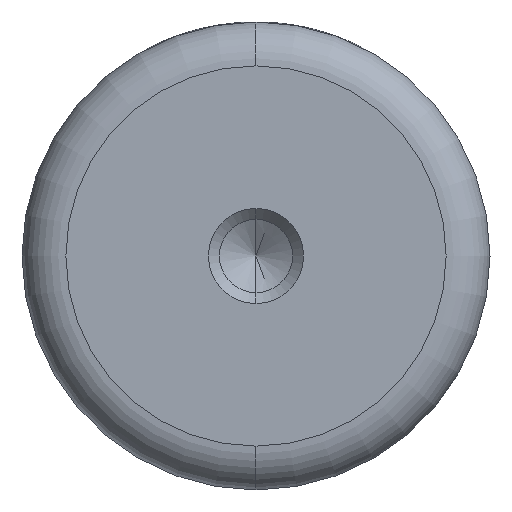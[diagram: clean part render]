
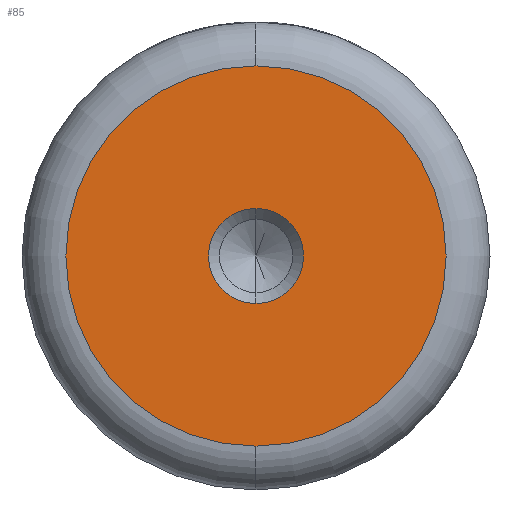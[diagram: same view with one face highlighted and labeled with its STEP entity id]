
A CAD part, left-side view. The second image highlights one B-rep face of the part: STEP entity #85.
In plain terms, the highlighted planar face has unit normal (-1, 0, 0).
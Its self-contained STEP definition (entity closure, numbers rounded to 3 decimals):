
#33 = CARTESIAN_POINT ( 'NONE',  ( 0., 0., 13. ) ) ;
#46 = CARTESIAN_POINT ( 'NONE',  ( 0., 0., 0. ) ) ;
#47 = EDGE_CURVE ( 'NONE', #1016, #415, #145, .T. ) ;
#85 = ADVANCED_FACE ( 'NONE', ( #1368, #1171 ), #1422, .T. ) ;
#113 = DIRECTION ( 'NONE',  ( 0., 0., 1. ) ) ;
#145 = CIRCLE ( 'NONE', #1391, 3.25 ) ;
#232 = CIRCLE ( 'NONE', #1063, 13. ) ;
#246 = DIRECTION ( 'NONE',  ( -1., 0., 0. ) ) ;
#285 = EDGE_LOOP ( 'NONE', ( #360, #1426 ) ) ;
#293 = EDGE_CURVE ( 'NONE', #415, #1016, #1075, .T. ) ;
#349 = VERTEX_POINT ( 'NONE', #472 ) ;
#360 = ORIENTED_EDGE ( 'NONE', *, *, #293, .F. ) ;
#404 = CARTESIAN_POINT ( 'NONE',  ( 0., 0., 0. ) ) ;
#415 = VERTEX_POINT ( 'NONE', #1236 ) ;
#454 = CARTESIAN_POINT ( 'NONE',  ( 0., 0., 0. ) ) ;
#472 = CARTESIAN_POINT ( 'NONE',  ( 0., 0., -13. ) ) ;
#484 = AXIS2_PLACEMENT_3D ( 'NONE', #902, #246, #1012 ) ;
#508 = CARTESIAN_POINT ( 'NONE',  ( 0., 0., 0. ) ) ;
#515 = DIRECTION ( 'NONE',  ( 0., 0., 1. ) ) ;
#537 = ORIENTED_EDGE ( 'NONE', *, *, #684, .T. ) ;
#625 = DIRECTION ( 'NONE',  ( 0., 0., 1. ) ) ;
#684 = EDGE_CURVE ( 'NONE', #349, #952, #1022, .T. ) ;
#710 = AXIS2_PLACEMENT_3D ( 'NONE', #454, #1425, #773 ) ;
#716 = ORIENTED_EDGE ( 'NONE', *, *, #939, .T. ) ;
#773 = DIRECTION ( 'NONE',  ( 0., 0., 1. ) ) ;
#902 = CARTESIAN_POINT ( 'NONE',  ( 0., 0., 0. ) ) ;
#923 = AXIS2_PLACEMENT_3D ( 'NONE', #508, #1258, #625 ) ;
#939 = EDGE_CURVE ( 'NONE', #952, #349, #232, .T. ) ;
#952 = VERTEX_POINT ( 'NONE', #33 ) ;
#1012 = DIRECTION ( 'NONE',  ( 0., 0., 1. ) ) ;
#1016 = VERTEX_POINT ( 'NONE', #1249 ) ;
#1022 = CIRCLE ( 'NONE', #484, 13. ) ;
#1063 = AXIS2_PLACEMENT_3D ( 'NONE', #404, #1161, #515 ) ;
#1075 = CIRCLE ( 'NONE', #923, 3.25 ) ;
#1161 = DIRECTION ( 'NONE',  ( -1., 0., 0. ) ) ;
#1171 = FACE_OUTER_BOUND ( 'NONE', #1393, .T. ) ;
#1236 = CARTESIAN_POINT ( 'NONE',  ( 0., 0., 3.25 ) ) ;
#1249 = CARTESIAN_POINT ( 'NONE',  ( 0., 0., -3.25 ) ) ;
#1258 = DIRECTION ( 'NONE',  ( -1., 0., 0. ) ) ;
#1269 = DIRECTION ( 'NONE',  ( -1., 0., 0. ) ) ;
#1368 = FACE_BOUND ( 'NONE', #285, .T. ) ;
#1391 = AXIS2_PLACEMENT_3D ( 'NONE', #46, #1269, #113 ) ;
#1393 = EDGE_LOOP ( 'NONE', ( #716, #537 ) ) ;
#1422 = PLANE ( 'NONE',  #710 ) ;
#1425 = DIRECTION ( 'NONE',  ( -1., 0., 0. ) ) ;
#1426 = ORIENTED_EDGE ( 'NONE', *, *, #47, .F. ) ;
